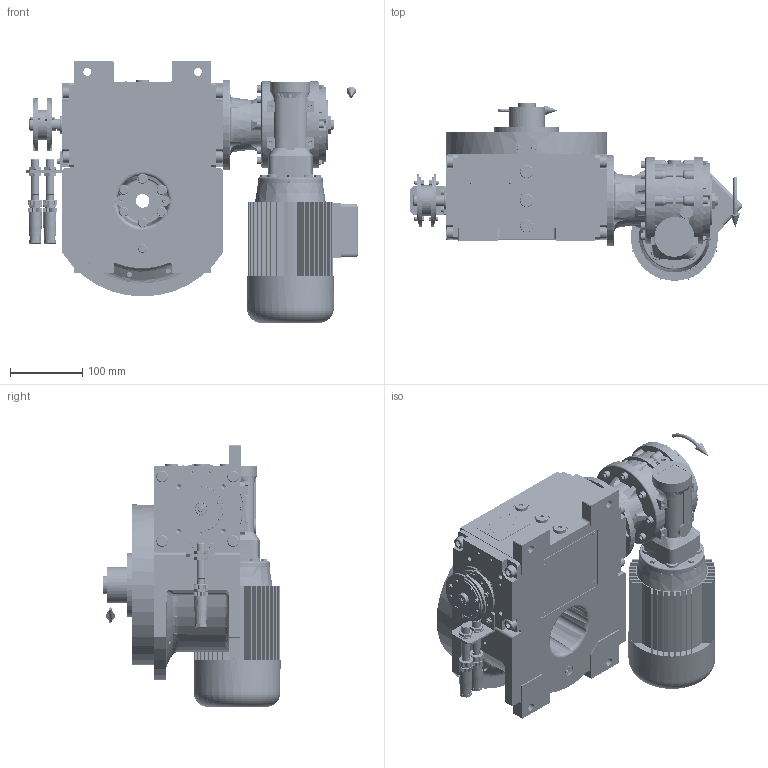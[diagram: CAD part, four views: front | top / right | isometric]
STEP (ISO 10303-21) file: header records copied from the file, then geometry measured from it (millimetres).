
FILE_DESCRIPTION (( 'STEP AP203' ), '1' );
FILE_NAME ('PC5200589.step', '2024-09-04T09:06:15', ( '' ), ( '' ), 'SwSTEP 2.0', 'SolidWorks 2020', '' );
FILE_SCHEMA (( 'CONFIG_CONTROL_DESIGN' ));
Length unit declared in the file: millimetre
Products named in the file (93): CFN2356_03_047^rig06_071_06_m_asm(2)_rig06_071_06_m_asm.stp; cfn2155_01_303; PC5200589; cfn2003_01_054; AS_rig06_071_6_m; cfn2000_01_126; cfn2400_04_024; cfn2115_02_165; cfn2000_01_103; cfn2000_01_184; cfn2077_01_018; cfn2151_01_290; rig06_014; TN63A4B14; cfn2158_01_011; RIG06_021_AF0^RIG06_005_ASM_rig06_071_06_m_asm(2)_rig06_071_06_m_asm.stp; rig06_071_06_m_asm.stp; rig06_004_s_001; cfn2128_04_004; 900_38_10_028; cfn2401_02_005; rig06_007_master; AS_rig06_002_bl_001; cfn2151_01_109; cfn2115_02_194; cfn2476_01_002_60x46; cfn2151_01_090; CFN2000_01_185^RIG06_005_ASM_rig06_071_06_m_asm(2)_rig06_071_06_m_asm.stp; cfn2055_01_002; AS_rig06_004_s_001; cfn2128_19_002; rig06_002_bl_001; cfn2000_01_161; CFN2010_01_012^rig06_071_06_m_asm(2)_rig06_071_06_m_asm.stp; olio_agip_blasia_150; cfn2104_01_004; cfn2000_01_124; RIG06_005_ASM^rig06_071_06_m_asm(2)_rig06_071_06_m_asm.stp; CFN2223_01-570X6-B^rig06_071_06_m_asm(2)_rig06_071_06_m_asm.stp; cfn2276_01_074 ...
Assembly tree (89 placements, depth 5):
  CFN2356_03_047^rig06_071_06_m_asm(2)_rig06_071_06_m_asm.stp
  PC5200589
    rig06_001_a
    AS_cfn2476_01_002_60x46
      cfn2476_01_002_60x46
      cfn2107_01_001
      cfn2107_01_001
    AS_rig06_071_6_m
      rig06_071_06_m_asm.stp
        RIG06_005_ASM^rig06_071_06_m_asm(2)_rig06_071_06_m_asm.stp
          RIG06_021_AF0^RIG06_005_ASM_rig06_071_06_m_asm(2)_rig06_071_06_m_asm.stp
          CFN2000_01_185^RIG06_005_ASM_rig06_071_06_m_asm(2)_rig06_071_06_m_asm.stp
          CFN2000_01_185^RIG06_005_ASM_rig06_071_06_m_asm(2)_rig06_071_06_m_asm.stp
          CFN2104_02_017^RIG06_005_ASM_rig06_071_06_m_asm(2)_rig06_071_06_m_asm.stp
        CFN2010_02_002^rig06_071_06_m_asm(2)_rig06_071_06_m_asm.stp
      cfn2000_01_124  x6
      cfn2000_01_124
      cfn2104_01_016  x2
      rig06_003_6
      rig06_005_n_01
      cfn2000_01_124
      cfn2000_01_124
      cfn2000_01_124
      cfn2155_01_303
    AS_rig06_014
      rig06_014
      cfn2158_01_011
      cfn2104_01_004
      cfn2104_01_004
      cfn2000_01_126
      cfn2000_01_126
      cfn2000_01_126
      cfn2000_01_126
      cfn2000_01_126
      cfn2000_01_126
    AS_rig06_004_s_001
      rig06_004_s_001
      cfn2070_05_005
      cfn2000_01_103
      cfn2000_01_103
      cfn2000_01_103
      cfn2000_01_103
      cfn2155_01_056
    AS_rig06_004
      rig06_004
      cfn2070_05_005
      cfn2000_01_103
      cfn2000_01_103
      cfn2000_01_103
      cfn2000_01_103
      cfn2155_01_056
    AS_rig06_002_bl_001
      rig06_002_bl_001
      cfn2115_01_005
    cfn2128_04_004
    cfn2128_04_004
    cfn2128_04_004
    cfn2128_19_002
    AS_rig06_016
      rig06_016
Bounding box: 458.37 x 244.5 x 361.5 mm (x, y, z)
Volume: 5441377.8 mm3; surface area: 1185469 mm2
Topology: 77 solids, 77 shells, 6307 faces, 16119 edges, 10219 vertices
Faces by surface type: plane 2908, cylinder 2149, cone 1035, torus 185, bspline 20, sphere 10
Entity records: 179901 total; most frequent: CARTESIAN_POINT 46236, DIRECTION 26024, ORIENTED_EDGE 25802, EDGE_CURVE 12901, AXIS2_PLACEMENT_3D 9522, VERTEX_POINT 8273, LINE 6980, VECTOR 6980
